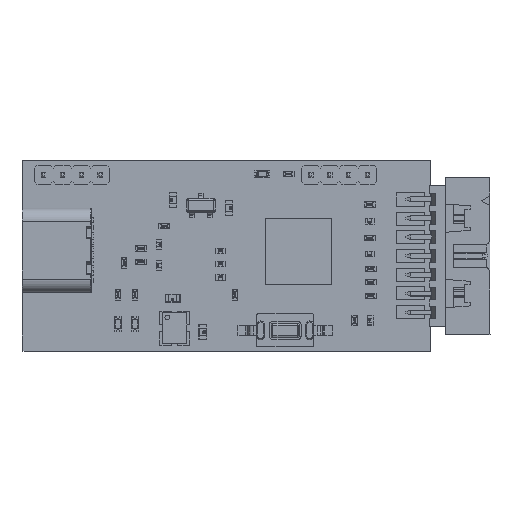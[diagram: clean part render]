
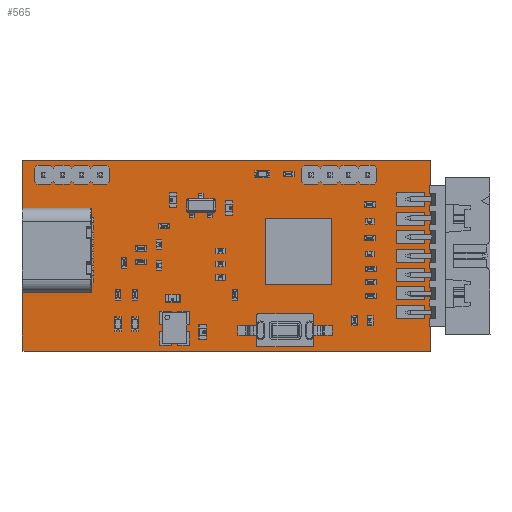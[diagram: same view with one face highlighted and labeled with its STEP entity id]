
A CAD part, top view. The second image highlights one B-rep face of the part: STEP entity #565.
In plain terms, the highlighted planar face has unit normal (0, 0, 1).
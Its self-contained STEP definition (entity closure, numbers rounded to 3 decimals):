
#200 = VERTEX_POINT('',#201);
#201 = CARTESIAN_POINT('',(-0.049,5.398,1.661
    ));
#207 = EDGE_CURVE('',#200,#208,#210,.T.);
#208 = VERTEX_POINT('',#209);
#209 = CARTESIAN_POINT('',(-0.077,5.458,
    1.661));
#210 = CIRCLE('',#211,0.085);
#211 = AXIS2_PLACEMENT_3D('',#212,#213,#214);
#212 = CARTESIAN_POINT('',(0.008,5.461,1.661
    ));
#213 = DIRECTION('',(0.,0.,-1.));
#214 = DIRECTION('',(-0.67,-0.742,0.));
#240 = EDGE_CURVE('',#208,#241,#243,.T.);
#241 = VERTEX_POINT('',#242);
#242 = CARTESIAN_POINT('',(-0.077,19.99,
    1.661));
#243 = LINE('',#244,#245);
#244 = CARTESIAN_POINT('',(-0.077,5.458,
    1.661));
#245 = VECTOR('',#246,1.);
#246 = DIRECTION('',(0.,1.,0.));
#271 = EDGE_CURVE('',#241,#272,#274,.T.);
#272 = VERTEX_POINT('',#273);
#273 = CARTESIAN_POINT('',(0.,20.066,
    1.661));
#274 = CIRCLE('',#275,0.077);
#275 = AXIS2_PLACEMENT_3D('',#276,#277,#278);
#276 = CARTESIAN_POINT('',(0.,19.989,
    1.661));
#277 = DIRECTION('',(0.,0.,-1.));
#278 = DIRECTION('',(-1.,0.011,0.));
#304 = EDGE_CURVE('',#272,#305,#307,.T.);
#305 = VERTEX_POINT('',#306);
#306 = CARTESIAN_POINT('',(43.123,20.066,1.661));
#307 = LINE('',#308,#309);
#308 = CARTESIAN_POINT('',(0.,20.066,1.661));
#309 = VECTOR('',#310,1.);
#310 = DIRECTION('',(1.,0.,0.));
#335 = EDGE_CURVE('',#305,#336,#338,.T.);
#336 = VERTEX_POINT('',#337);
#337 = CARTESIAN_POINT('',(43.199,19.984,1.661));
#338 = CIRCLE('',#339,0.075);
#339 = AXIS2_PLACEMENT_3D('',#340,#341,#342);
#340 = CARTESIAN_POINT('',(43.124,19.991,1.661));
#341 = DIRECTION('',(0.,0.,-1.));
#342 = DIRECTION('',(-0.01,1.,0.));
#368 = EDGE_CURVE('',#336,#369,#371,.T.);
#369 = VERTEX_POINT('',#370);
#370 = CARTESIAN_POINT('',(43.189,19.941,1.661));
#371 = CIRCLE('',#372,0.082);
#372 = AXIS2_PLACEMENT_3D('',#373,#374,#375);
#373 = CARTESIAN_POINT('',(43.117,19.98,1.661));
#374 = DIRECTION('',(0.,0.,-1.));
#375 = DIRECTION('',(0.999,0.045,0.));
#401 = EDGE_CURVE('',#369,#402,#404,.T.);
#402 = VERTEX_POINT('',#403);
#403 = CARTESIAN_POINT('',(43.189,-0.011,
    1.661));
#404 = LINE('',#405,#406);
#405 = CARTESIAN_POINT('',(43.189,19.941,1.661));
#406 = VECTOR('',#407,1.);
#407 = DIRECTION('',(0.,-1.,0.));
#432 = EDGE_CURVE('',#402,#433,#435,.T.);
#433 = VERTEX_POINT('',#434);
#434 = CARTESIAN_POINT('',(43.074,-0.077,
    1.661));
#435 = CIRCLE('',#436,0.077);
#436 = AXIS2_PLACEMENT_3D('',#437,#438,#439);
#437 = CARTESIAN_POINT('',(43.112,-0.01,
    1.661));
#438 = DIRECTION('',(0.,0.,-1.));
#439 = DIRECTION('',(1.,-0.013,0.));
#465 = EDGE_CURVE('',#433,#466,#468,.T.);
#466 = VERTEX_POINT('',#467);
#467 = CARTESIAN_POINT('',(0.028,-0.077,
    1.661));
#468 = LINE('',#469,#470);
#469 = CARTESIAN_POINT('',(43.074,-0.077,
    1.661));
#470 = VECTOR('',#471,1.);
#471 = DIRECTION('',(-1.,0.,0.));
#496 = EDGE_CURVE('',#466,#497,#499,.T.);
#497 = VERTEX_POINT('',#498);
#498 = CARTESIAN_POINT('',(-0.049,0.,
    1.661));
#499 = CIRCLE('',#500,0.079);
#500 = AXIS2_PLACEMENT_3D('',#501,#502,#503);
#501 = CARTESIAN_POINT('',(0.03,0.002,
    1.661));
#502 = DIRECTION('',(0.,0.,-1.));
#503 = DIRECTION('',(-0.02,-1.,0.));
#529 = EDGE_CURVE('',#497,#200,#530,.T.);
#530 = LINE('',#531,#532);
#531 = CARTESIAN_POINT('',(-0.049,0.,1.661));
#532 = VECTOR('',#533,1.);
#533 = DIRECTION('',(0.,1.,0.));
#565 = ADVANCED_FACE('',(#566),#579,.T.);
#566 = FACE_BOUND('',#567,.F.);
#567 = EDGE_LOOP('',(#568,#569,#570,#571,#572,#573,#574,#575,#576,#577,
    #578));
#568 = ORIENTED_EDGE('',*,*,#207,.T.);
#569 = ORIENTED_EDGE('',*,*,#240,.T.);
#570 = ORIENTED_EDGE('',*,*,#271,.T.);
#571 = ORIENTED_EDGE('',*,*,#304,.T.);
#572 = ORIENTED_EDGE('',*,*,#335,.T.);
#573 = ORIENTED_EDGE('',*,*,#368,.T.);
#574 = ORIENTED_EDGE('',*,*,#401,.T.);
#575 = ORIENTED_EDGE('',*,*,#432,.T.);
#576 = ORIENTED_EDGE('',*,*,#465,.T.);
#577 = ORIENTED_EDGE('',*,*,#496,.T.);
#578 = ORIENTED_EDGE('',*,*,#529,.T.);
#579 = PLANE('',#580);
#580 = AXIS2_PLACEMENT_3D('',#581,#582,#583);
#581 = CARTESIAN_POINT('',(-0.049,5.398,1.661
    ));
#582 = DIRECTION('',(0.,0.,1.));
#583 = DIRECTION('',(1.,0.,0.));
